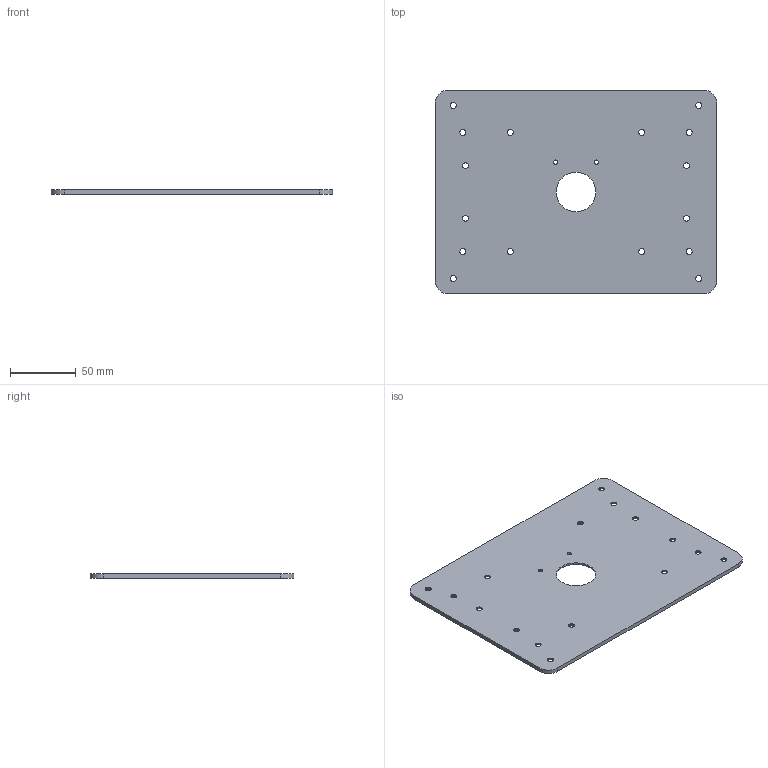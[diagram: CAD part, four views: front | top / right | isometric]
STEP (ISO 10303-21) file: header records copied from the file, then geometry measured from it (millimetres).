
FILE_DESCRIPTION(/* description */ ('STEP AP242','CAx-IF Rec.Pracs.---Representation and Presentation of Product Manufacturing Information (PMI)---4.0---2014-10-13','CAx-IF Rec.Pracs.---3D Tessellated Geometry---0.4---2014-09-14','2;1'),/* implementation_level */ '2;1');
FILE_NAME(/* name */ '633f0a25ac1708241ff6cad8',/* time_stamp */ '2022-10-06T17:02:30+00:00',/* author */ (''),/* organization */ (''),/* preprocessor_version */ 'ST-DEVELOPER v18.102',/* originating_system */ ' ',/* authorisation */ ' ');
FILE_SCHEMA (('AP242_MANAGED_MODEL_BASED_3D_ENGINEERING_MIM_LF { 1 0 10303 442 1 1 4 }'));
Length unit declared in the file: metre
Products named in the file (1): Baseplate
Bounding box: 214 x 155 x 3.17 mm (x, y, z)
Volume: 100924.3 mm3; surface area: 67268.4 mm2
Topology: 1 solids, 1 shells, 48 faces, 119 edges, 73 vertices
Faces by surface type: cylinder 23, cone 19, plane 6
Full cylindrical faces by diameter (mm): 3.2 x2, 4.5 x16, 30 x1
Entity records: 1344 total; most frequent: DIRECTION 244, CARTESIAN_POINT 203, ORIENTED_EDGE 162, EDGE_LOOP 124, FACE_BOUND 124, AXIS2_PLACEMENT_3D 114, EDGE_CURVE 81, VERTEX_POINT 73
